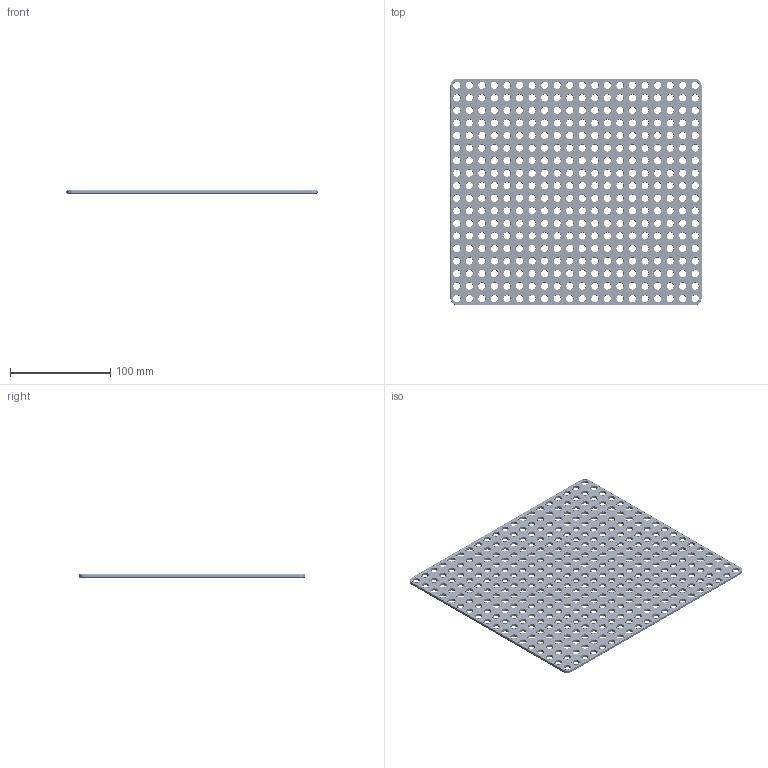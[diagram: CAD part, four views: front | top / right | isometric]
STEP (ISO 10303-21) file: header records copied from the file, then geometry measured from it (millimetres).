
FILE_DESCRIPTION(('FreeCAD Model'),'2;1');
FILE_NAME('Open CASCADE Shape Model','2024-10-09T01:48:59',(''),(''), 'Open CASCADE STEP processor 7.7','FreeCAD','Unknown');
FILE_SCHEMA(('AUTOMOTIVE_DESIGN { 1 0 10303 214 1 1 1 1 }'));
Products named in the file (1): Plate RCT CRNR BU20x18x00.25 - SPN-PLT-0254 (stemfie.org)
Bounding box: 250 x 225 x 3.12 mm (x, y, z)
Volume: 125256.9 mm3; surface area: 111639.6 mm2
Topology: 1 solids, 1 shells, 2279 faces, 4919 edges, 3034 vertices
Faces by surface type: cylinder 728, cone 728, plane 695, extrusion 128
Full cylindrical faces by diameter (mm): 7 x360, 9.2 x360
Entity records: 63695 total; most frequent: DIRECTION 11279, CARTESIAN_POINT 11269, ORIENTED_EDGE 9838, EDGE_CURVE 4919, AXIS2_PLACEMENT_3D 4336, FACE_BOUND 3391, EDGE_LOOP 3391, VERTEX_POINT 3034
